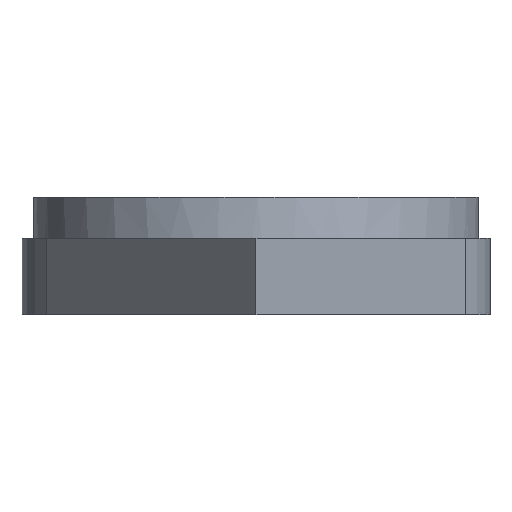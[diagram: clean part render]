
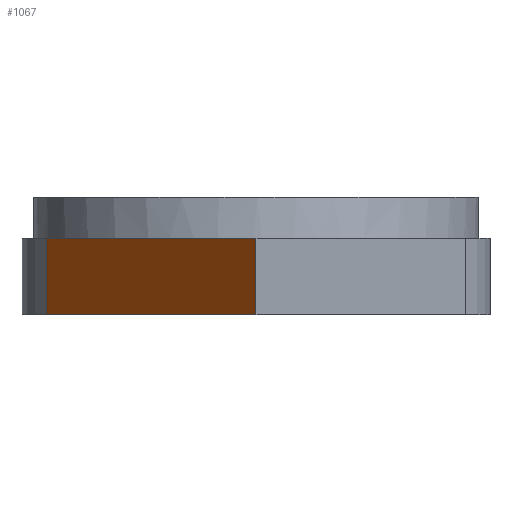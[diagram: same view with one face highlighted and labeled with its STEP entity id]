
A CAD part, left-side view. The second image highlights one B-rep face of the part: STEP entity #1067.
In plain terms, the highlighted planar face has unit normal (-0.602, 0.799, 0).
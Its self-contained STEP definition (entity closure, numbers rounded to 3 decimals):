
#502 = PLANE('',#503);
#503 = AXIS2_PLACEMENT_3D('',#504,#505,#506);
#504 = CARTESIAN_POINT('',(-6.62,0.,1.3));
#505 = DIRECTION('',(0.,0.,1.));
#506 = DIRECTION('',(1.,0.,0.));
#615 = CYLINDRICAL_SURFACE('',#616,2.088);
#616 = AXIS2_PLACEMENT_3D('',#617,#618,#619);
#617 = CARTESIAN_POINT('',(-5.411,1.907,0.));
#618 = DIRECTION('',(-0.,-0.,-1.));
#619 = DIRECTION('',(1.,0.,0.));
#645 = PLANE('',#646);
#646 = AXIS2_PLACEMENT_3D('',#647,#648,#649);
#647 = CARTESIAN_POINT('',(-6.62,0.,0.));
#648 = DIRECTION('',(0.,0.,1.));
#649 = DIRECTION('',(1.,0.,0.));
#688 = VERTEX_POINT('',#689);
#689 = CARTESIAN_POINT('',(-6.668,3.575,0.));
#713 = VERTEX_POINT('',#714);
#714 = CARTESIAN_POINT('',(-6.668,3.575,1.3));
#736 = EDGE_CURVE('',#688,#713,#737,.T.);
#737 = SURFACE_CURVE('',#738,(#742,#749),.PCURVE_S1.);
#738 = LINE('',#739,#740);
#739 = CARTESIAN_POINT('',(-6.668,3.575,0.));
#740 = VECTOR('',#741,1.);
#741 = DIRECTION('',(0.,0.,1.));
#742 = PCURVE('',#615,#743);
#743 = DEFINITIONAL_REPRESENTATION('',(#744),#748);
#744 = LINE('',#745,#746);
#745 = CARTESIAN_POINT('',(-8.5,0.));
#746 = VECTOR('',#747,1.);
#747 = DIRECTION('',(-0.,-1.));
#748 = ( GEOMETRIC_REPRESENTATION_CONTEXT(2) 
PARAMETRIC_REPRESENTATION_CONTEXT() REPRESENTATION_CONTEXT('2D SPACE',''
  ) );
#749 = PCURVE('',#750,#755);
#750 = PLANE('',#751);
#751 = AXIS2_PLACEMENT_3D('',#752,#753,#754);
#752 = CARTESIAN_POINT('',(-11.411,0.,0.));
#753 = DIRECTION('',(-0.602,0.799,0.));
#754 = DIRECTION('',(0.799,0.602,0.));
#755 = DEFINITIONAL_REPRESENTATION('',(#756),#760);
#756 = LINE('',#757,#758);
#757 = CARTESIAN_POINT('',(5.94,0.));
#758 = VECTOR('',#759,1.);
#759 = DIRECTION('',(0.,-1.));
#760 = ( GEOMETRIC_REPRESENTATION_CONTEXT(2) 
PARAMETRIC_REPRESENTATION_CONTEXT() REPRESENTATION_CONTEXT('2D SPACE',''
  ) );
#765 = EDGE_CURVE('',#766,#713,#768,.T.);
#766 = VERTEX_POINT('',#767);
#767 = CARTESIAN_POINT('',(-11.411,0.,1.3));
#768 = SURFACE_CURVE('',#769,(#773,#780),.PCURVE_S1.);
#769 = LINE('',#770,#771);
#770 = CARTESIAN_POINT('',(-11.411,0.,1.3));
#771 = VECTOR('',#772,1.);
#772 = DIRECTION('',(0.799,0.602,0.));
#773 = PCURVE('',#502,#774);
#774 = DEFINITIONAL_REPRESENTATION('',(#775),#779);
#775 = LINE('',#776,#777);
#776 = CARTESIAN_POINT('',(-4.792,0.));
#777 = VECTOR('',#778,1.);
#778 = DIRECTION('',(0.799,0.602));
#779 = ( GEOMETRIC_REPRESENTATION_CONTEXT(2) 
PARAMETRIC_REPRESENTATION_CONTEXT() REPRESENTATION_CONTEXT('2D SPACE',''
  ) );
#780 = PCURVE('',#750,#781);
#781 = DEFINITIONAL_REPRESENTATION('',(#782),#786);
#782 = LINE('',#783,#784);
#783 = CARTESIAN_POINT('',(0.,-1.3));
#784 = VECTOR('',#785,1.);
#785 = DIRECTION('',(1.,0.));
#786 = ( GEOMETRIC_REPRESENTATION_CONTEXT(2) 
PARAMETRIC_REPRESENTATION_CONTEXT() REPRESENTATION_CONTEXT('2D SPACE',''
  ) );
#804 = PLANE('',#805);
#805 = AXIS2_PLACEMENT_3D('',#806,#807,#808);
#806 = CARTESIAN_POINT('',(-11.411,0.,0.));
#807 = DIRECTION('',(0.602,0.799,0.));
#808 = DIRECTION('',(0.799,-0.602,0.));
#1018 = EDGE_CURVE('',#1019,#688,#1021,.T.);
#1019 = VERTEX_POINT('',#1020);
#1020 = CARTESIAN_POINT('',(-11.411,0.,0.));
#1021 = SURFACE_CURVE('',#1022,(#1026,#1033),.PCURVE_S1.);
#1022 = LINE('',#1023,#1024);
#1023 = CARTESIAN_POINT('',(-11.411,0.,0.));
#1024 = VECTOR('',#1025,1.);
#1025 = DIRECTION('',(0.799,0.602,0.));
#1026 = PCURVE('',#645,#1027);
#1027 = DEFINITIONAL_REPRESENTATION('',(#1028),#1032);
#1028 = LINE('',#1029,#1030);
#1029 = CARTESIAN_POINT('',(-4.792,0.));
#1030 = VECTOR('',#1031,1.);
#1031 = DIRECTION('',(0.799,0.602));
#1032 = ( GEOMETRIC_REPRESENTATION_CONTEXT(2) 
PARAMETRIC_REPRESENTATION_CONTEXT() REPRESENTATION_CONTEXT('2D SPACE',''
  ) );
#1033 = PCURVE('',#750,#1034);
#1034 = DEFINITIONAL_REPRESENTATION('',(#1035),#1039);
#1035 = LINE('',#1036,#1037);
#1036 = CARTESIAN_POINT('',(0.,0.));
#1037 = VECTOR('',#1038,1.);
#1038 = DIRECTION('',(1.,0.));
#1039 = ( GEOMETRIC_REPRESENTATION_CONTEXT(2) 
PARAMETRIC_REPRESENTATION_CONTEXT() REPRESENTATION_CONTEXT('2D SPACE',''
  ) );
#1067 = ADVANCED_FACE('',(#1068),#750,.T.);
#1068 = FACE_BOUND('',#1069,.T.);
#1069 = EDGE_LOOP('',(#1070,#1091,#1092,#1093));
#1070 = ORIENTED_EDGE('',*,*,#1071,.T.);
#1071 = EDGE_CURVE('',#1019,#766,#1072,.T.);
#1072 = SURFACE_CURVE('',#1073,(#1077,#1084),.PCURVE_S1.);
#1073 = LINE('',#1074,#1075);
#1074 = CARTESIAN_POINT('',(-11.411,0.,0.));
#1075 = VECTOR('',#1076,1.);
#1076 = DIRECTION('',(0.,0.,1.));
#1077 = PCURVE('',#750,#1078);
#1078 = DEFINITIONAL_REPRESENTATION('',(#1079),#1083);
#1079 = LINE('',#1080,#1081);
#1080 = CARTESIAN_POINT('',(0.,0.));
#1081 = VECTOR('',#1082,1.);
#1082 = DIRECTION('',(0.,-1.));
#1083 = ( GEOMETRIC_REPRESENTATION_CONTEXT(2) 
PARAMETRIC_REPRESENTATION_CONTEXT() REPRESENTATION_CONTEXT('2D SPACE',''
  ) );
#1084 = PCURVE('',#804,#1085);
#1085 = DEFINITIONAL_REPRESENTATION('',(#1086),#1090);
#1086 = LINE('',#1087,#1088);
#1087 = CARTESIAN_POINT('',(0.,0.));
#1088 = VECTOR('',#1089,1.);
#1089 = DIRECTION('',(0.,-1.));
#1090 = ( GEOMETRIC_REPRESENTATION_CONTEXT(2) 
PARAMETRIC_REPRESENTATION_CONTEXT() REPRESENTATION_CONTEXT('2D SPACE',''
  ) );
#1091 = ORIENTED_EDGE('',*,*,#765,.T.);
#1092 = ORIENTED_EDGE('',*,*,#736,.F.);
#1093 = ORIENTED_EDGE('',*,*,#1018,.F.);
